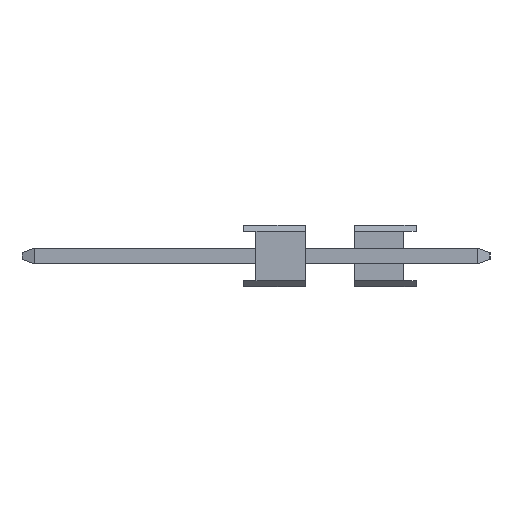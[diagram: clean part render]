
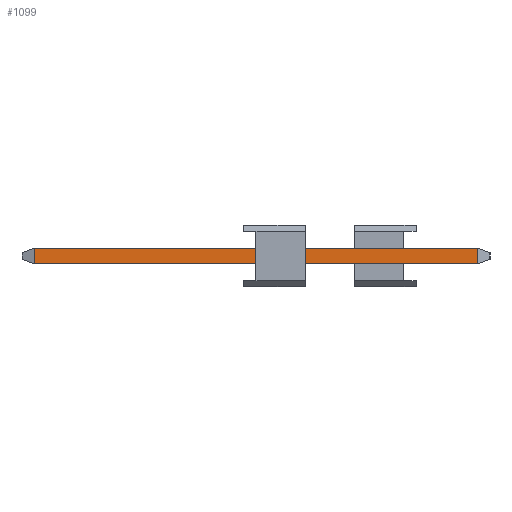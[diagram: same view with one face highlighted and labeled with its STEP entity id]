
A CAD part, left-side view. The second image highlights one B-rep face of the part: STEP entity #1099.
In plain terms, the highlighted planar face has unit normal (-1, 0, 0).
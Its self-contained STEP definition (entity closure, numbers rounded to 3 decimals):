
#1 = LINE ( 'NONE', #521, #1326 ) ;
#6 = PLANE ( 'NONE',  #733 ) ;
#32 = CARTESIAN_POINT ( 'NONE',  ( -0.32, -7., 0.32 ) ) ;
#34 = DIRECTION ( 'NONE',  ( 0., 1., 0. ) ) ;
#138 = LINE ( 'NONE', #811, #1086 ) ;
#140 = ORIENTED_EDGE ( 'NONE', *, *, #662, .T. ) ;
#171 = LINE ( 'NONE', #32, #920 ) ;
#297 = CARTESIAN_POINT ( 'NONE',  ( -0.32, -7.5, 0.32 ) ) ;
#355 = VERTEX_POINT ( 'NONE', #1134 ) ;
#383 = VERTEX_POINT ( 'NONE', #958 ) ;
#408 = CARTESIAN_POINT ( 'NONE',  ( -0.32, -7., -0.32 ) ) ;
#484 = ORIENTED_EDGE ( 'NONE', *, *, #1272, .T. ) ;
#521 = CARTESIAN_POINT ( 'NONE',  ( -0.32, -7.5, -0.32 ) ) ;
#528 = VECTOR ( 'NONE', #34, 1000. ) ;
#546 = EDGE_CURVE ( 'NONE', #355, #383, #818, .T. ) ;
#646 = CARTESIAN_POINT ( 'NONE',  ( -0.32, -7.5, 0.32 ) ) ;
#662 = EDGE_CURVE ( 'NONE', #1475, #355, #171, .T. ) ;
#665 = DIRECTION ( 'NONE',  ( 0., 1., 0. ) ) ;
#673 = CARTESIAN_POINT ( 'NONE',  ( -0.32, 11., -0.32 ) ) ;
#681 = ORIENTED_EDGE ( 'NONE', *, *, #546, .T. ) ;
#733 = AXIS2_PLACEMENT_3D ( 'NONE', #646, #1309, #1056 ) ;
#811 = CARTESIAN_POINT ( 'NONE',  ( -0.32, 11., 0.32 ) ) ;
#818 = LINE ( 'NONE', #297, #528 ) ;
#920 = VECTOR ( 'NONE', #1090, 1000. ) ;
#941 = DIRECTION ( 'NONE',  ( 0., 0., -1. ) ) ;
#958 = CARTESIAN_POINT ( 'NONE',  ( -0.32, 11., 0.32 ) ) ;
#1056 = DIRECTION ( 'NONE',  ( 0., 0., -1. ) ) ;
#1086 = VECTOR ( 'NONE', #941, 1000. ) ;
#1090 = DIRECTION ( 'NONE',  ( 0., 0., 1. ) ) ;
#1099 = ADVANCED_FACE ( 'NONE', ( #1482 ), #6, .F. ) ;
#1133 = ORIENTED_EDGE ( 'NONE', *, *, #1289, .F. ) ;
#1134 = CARTESIAN_POINT ( 'NONE',  ( -0.32, -7., 0.32 ) ) ;
#1209 = VERTEX_POINT ( 'NONE', #673 ) ;
#1272 = EDGE_CURVE ( 'NONE', #383, #1209, #138, .T. ) ;
#1289 = EDGE_CURVE ( 'NONE', #1475, #1209, #1, .T. ) ;
#1309 = DIRECTION ( 'NONE',  ( 1., 0., 0. ) ) ;
#1326 = VECTOR ( 'NONE', #665, 1000. ) ;
#1475 = VERTEX_POINT ( 'NONE', #408 ) ;
#1482 = FACE_OUTER_BOUND ( 'NONE', #1581, .T. ) ;
#1581 = EDGE_LOOP ( 'NONE', ( #1133, #140, #681, #484 ) ) ;
